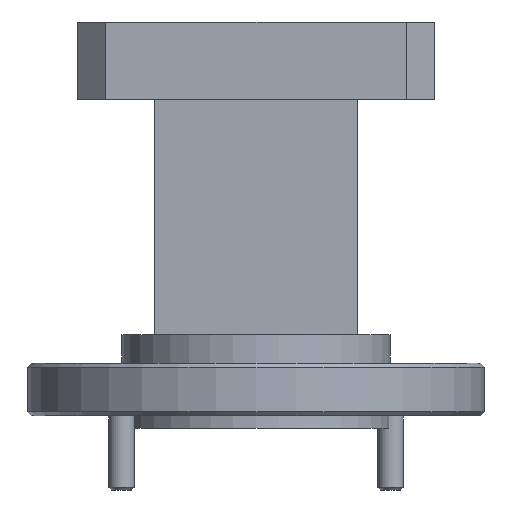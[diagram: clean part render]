
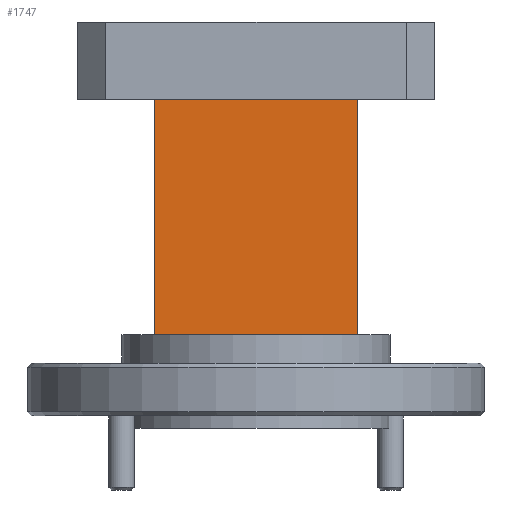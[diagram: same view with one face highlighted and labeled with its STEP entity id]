
A CAD part, front view. The second image highlights one B-rep face of the part: STEP entity #1747.
In plain terms, the highlighted planar face has unit normal (0, -1, 0).
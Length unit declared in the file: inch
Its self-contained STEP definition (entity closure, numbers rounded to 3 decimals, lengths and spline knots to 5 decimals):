
#39 = VECTOR ( 'NONE', #946, 39.37008 ) ;
#59 = DIRECTION ( 'NONE',  ( 0., 1., 0. ) ) ;
#263 = DIRECTION ( 'NONE',  ( 0., 0., -1. ) ) ;
#271 = EDGE_CURVE ( 'NONE', #1542, #2490, #438, .T. ) ;
#354 = LINE ( 'NONE', #2749, #1705 ) ;
#438 = LINE ( 'NONE', #769, #2628 ) ;
#467 = PLANE ( 'NONE',  #1956 ) ;
#705 = ORIENTED_EDGE ( 'NONE', *, *, #1833, .T. ) ;
#769 = CARTESIAN_POINT ( 'NONE',  ( -1.86604, 0.82306, -0.06133 ) ) ;
#771 = CARTESIAN_POINT ( 'NONE',  ( -1.36604, 0.82306, -0.06133 ) ) ;
#843 = LINE ( 'NONE', #2309, #39 ) ;
#946 = DIRECTION ( 'NONE',  ( 0., 0., -1. ) ) ;
#1211 = EDGE_CURVE ( 'NONE', #1920, #1563, #354, .T. ) ;
#1227 = CARTESIAN_POINT ( 'NONE',  ( -1.86604, 0.82306, 0.51867 ) ) ;
#1406 = CARTESIAN_POINT ( 'NONE',  ( -1.36604, 0.82306, 0.51867 ) ) ;
#1542 = VERTEX_POINT ( 'NONE', #1989 ) ;
#1563 = VERTEX_POINT ( 'NONE', #2636 ) ;
#1626 = DIRECTION ( 'NONE',  ( 0., 0., 1. ) ) ;
#1639 = ORIENTED_EDGE ( 'NONE', *, *, #271, .T. ) ;
#1705 = VECTOR ( 'NONE', #2533, 39.37008 ) ;
#1741 = ORIENTED_EDGE ( 'NONE', *, *, #1211, .F. ) ;
#1747 = ADVANCED_FACE ( 'NONE', ( #2686 ), #467, .F. ) ;
#1833 = EDGE_CURVE ( 'NONE', #1920, #1542, #843, .T. ) ;
#1847 = EDGE_CURVE ( 'NONE', #1563, #2490, #2369, .T. ) ;
#1852 = ORIENTED_EDGE ( 'NONE', *, *, #1847, .F. ) ;
#1894 = DIRECTION ( 'NONE',  ( 1., 0., 0. ) ) ;
#1920 = VERTEX_POINT ( 'NONE', #1227 ) ;
#1956 = AXIS2_PLACEMENT_3D ( 'NONE', #2068, #59, #1626 ) ;
#1988 = VECTOR ( 'NONE', #263, 39.37008 ) ;
#1989 = CARTESIAN_POINT ( 'NONE',  ( -1.86604, 0.82306, -0.06133 ) ) ;
#2068 = CARTESIAN_POINT ( 'NONE',  ( -1.86604, 0.82306, 0.51867 ) ) ;
#2309 = CARTESIAN_POINT ( 'NONE',  ( -1.86604, 0.82306, 0.51867 ) ) ;
#2369 = LINE ( 'NONE', #1406, #1988 ) ;
#2490 = VERTEX_POINT ( 'NONE', #771 ) ;
#2533 = DIRECTION ( 'NONE',  ( 1., 0., 0. ) ) ;
#2559 = EDGE_LOOP ( 'NONE', ( #1639, #1852, #1741, #705 ) ) ;
#2628 = VECTOR ( 'NONE', #1894, 39.37008 ) ;
#2636 = CARTESIAN_POINT ( 'NONE',  ( -1.36604, 0.82306, 0.51867 ) ) ;
#2686 = FACE_OUTER_BOUND ( 'NONE', #2559, .T. ) ;
#2749 = CARTESIAN_POINT ( 'NONE',  ( -1.86604, 0.82306, 0.51867 ) ) ;
